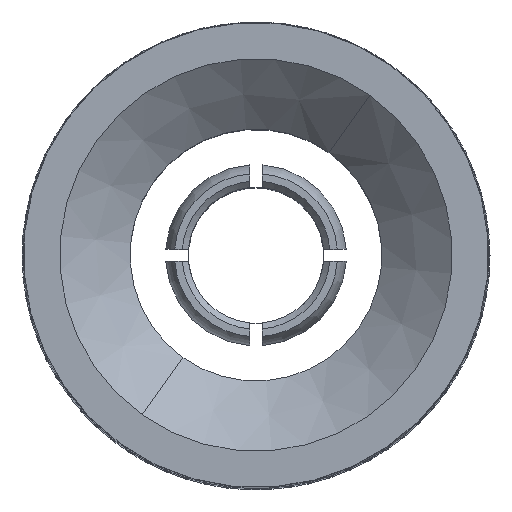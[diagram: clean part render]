
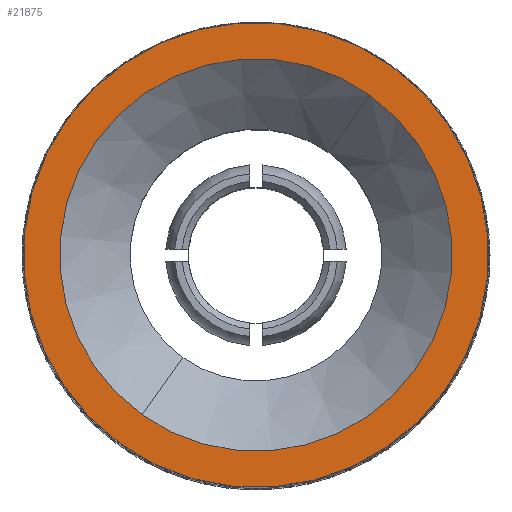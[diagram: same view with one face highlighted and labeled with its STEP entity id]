
A CAD part, top view. The second image highlights one B-rep face of the part: STEP entity #21875.
In plain terms, the highlighted planar face has unit normal (0, 0, 1).
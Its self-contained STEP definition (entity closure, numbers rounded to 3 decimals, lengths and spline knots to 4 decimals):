
#1064 = DIRECTION ( 'NONE',  ( 0.58, 0.815, 0. ) ) ;
#1595 = DIRECTION ( 'NONE',  ( 0., 0., -1. ) ) ;
#3788 = EDGE_LOOP ( 'NONE', ( #41505, #71274 ) ) ;
#4924 = DIRECTION ( 'NONE',  ( 0., 0., -1. ) ) ;
#9936 = EDGE_CURVE ( 'NONE', #86308, #40630, #79203, .T. ) ;
#10095 = CIRCLE ( 'NONE', #93260, 3.85 ) ;
#18169 = CARTESIAN_POINT ( 'NONE',  ( 2.8599, 1.2785, 23.25 ) ) ;
#21875 = ADVANCED_FACE ( 'NONE', ( #75228, #27747 ), #90556, .T. ) ;
#23507 = CARTESIAN_POINT ( 'NONE',  ( 0.6268, -1.8577, 23.25 ) ) ;
#27578 = AXIS2_PLACEMENT_3D ( 'NONE', #27832, #4924, #59961 ) ;
#27685 = EDGE_CURVE ( 'NONE', #28215, #50823, #10095, .T. ) ;
#27747 = FACE_OUTER_BOUND ( 'NONE', #87180, .T. ) ;
#27832 = CARTESIAN_POINT ( 'NONE',  ( 0.6268, -1.8577, 23.25 ) ) ;
#28215 = VERTEX_POINT ( 'NONE', #53942 ) ;
#35186 = AXIS2_PLACEMENT_3D ( 'NONE', #85753, #61266, #1064 ) ;
#35932 = DIRECTION ( 'NONE',  ( 0., 0., 1. ) ) ;
#36153 = AXIS2_PLACEMENT_3D ( 'NONE', #23507, #1595, #63824 ) ;
#37190 = EDGE_CURVE ( 'NONE', #40630, #86308, #81786, .T. ) ;
#37387 = CARTESIAN_POINT ( 'NONE',  ( 0.6268, -1.8577, 23.25 ) ) ;
#40630 = VERTEX_POINT ( 'NONE', #85284 ) ;
#41505 = ORIENTED_EDGE ( 'NONE', *, *, #37190, .T. ) ;
#47213 = CIRCLE ( 'NONE', #27578, 3.85 ) ;
#50823 = VERTEX_POINT ( 'NONE', #18169 ) ;
#53942 = CARTESIAN_POINT ( 'NONE',  ( -1.6064, -4.9939, 23.25 ) ) ;
#58377 = CARTESIAN_POINT ( 'NONE',  ( 2.5119, 0.7897, 23.25 ) ) ;
#59961 = DIRECTION ( 'NONE',  ( 0.58, 0.815, 0. ) ) ;
#60862 = DIRECTION ( 'NONE',  ( 0.58, 0.815, 0. ) ) ;
#61266 = DIRECTION ( 'NONE',  ( 0., 0., -1. ) ) ;
#63824 = DIRECTION ( 'NONE',  ( 0.58, 0.815, 0. ) ) ;
#71274 = ORIENTED_EDGE ( 'NONE', *, *, #9936, .T. ) ;
#73542 = AXIS2_PLACEMENT_3D ( 'NONE', #58377, #35932, #91046 ) ;
#74797 = CARTESIAN_POINT ( 'NONE',  ( 2.5119, 0.7897, 23.25 ) ) ;
#75228 = FACE_BOUND ( 'NONE', #3788, .T. ) ;
#79203 = CIRCLE ( 'NONE', #35186, 3.25 ) ;
#79759 = ORIENTED_EDGE ( 'NONE', *, *, #83134, .F. ) ;
#81786 = CIRCLE ( 'NONE', #36153, 3.25 ) ;
#83134 = EDGE_CURVE ( 'NONE', #50823, #28215, #47213, .T. ) ;
#85284 = CARTESIAN_POINT ( 'NONE',  ( -1.2583, -4.5051, 23.25 ) ) ;
#85753 = CARTESIAN_POINT ( 'NONE',  ( 0.6268, -1.8577, 23.25 ) ) ;
#86308 = VERTEX_POINT ( 'NONE', #74797 ) ;
#87180 = EDGE_LOOP ( 'NONE', ( #79759, #90568 ) ) ;
#90556 = PLANE ( 'NONE',  #73542 ) ;
#90568 = ORIENTED_EDGE ( 'NONE', *, *, #27685, .F. ) ;
#91046 = DIRECTION ( 'NONE',  ( -0.58, -0.815, 0. ) ) ;
#93260 = AXIS2_PLACEMENT_3D ( 'NONE', #37387, #99683, #60862 ) ;
#99683 = DIRECTION ( 'NONE',  ( 0., 0., -1. ) ) ;
